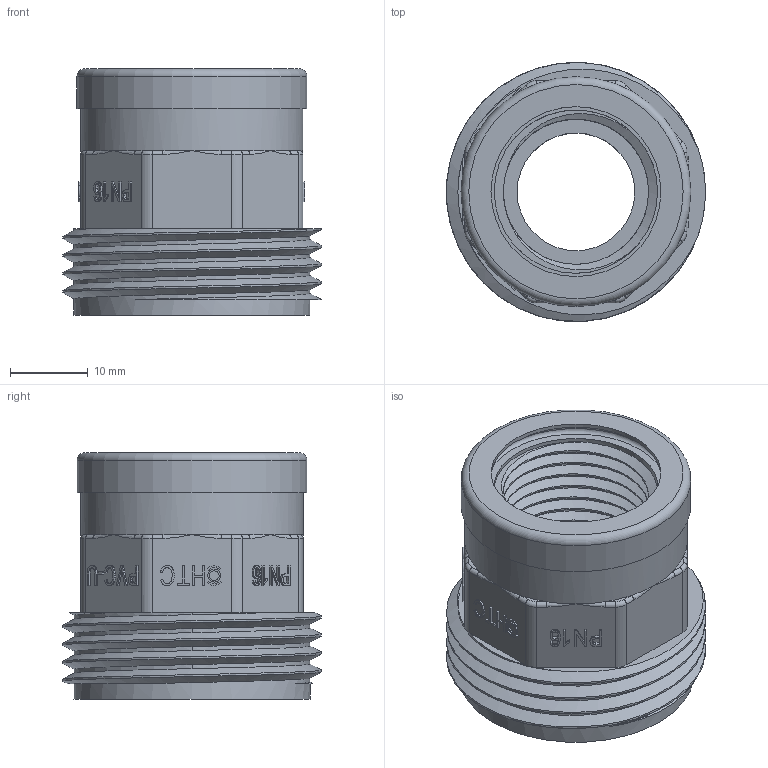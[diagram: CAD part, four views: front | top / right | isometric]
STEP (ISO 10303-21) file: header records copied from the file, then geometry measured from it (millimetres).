
FILE_DESCRIPTION(/* description */ (''),/* implementation_level */ '2;1');
FILE_NAME(/* name */ 'AFX600.SIG.020.step',/* time_stamp */ '2026-01-07T09:19:03+01:00',/* author */ (''),/* organization */ (''),/* preprocessor_version */ 'ST-DEVELOPER v20.1',/* originating_system */ 'Autodesk Translation Framework v14.21.0.0',/* authorisation */ '');
FILE_SCHEMA (('AUTOMOTIVE_DESIGN { 1 0 10303 214 3 1 1 }'));
Length unit declared in the file: millimetre
Products named in the file (1): 2026-01-07-08-16-49-034
Bounding box: 33.23 x 33.24 x 31.6 mm (x, y, z)
Volume: 13455.7 mm3; surface area: 9108.5 mm2
Topology: 2 solids, 2 shells, 426 faces, 1136 edges, 731 vertices
Faces by surface type: plane 190, bspline 154, cylinder 70, torus 12
Full cylindrical faces by diameter (mm): 1.243 x1, 1.657 x1, 15.1 x1, 18.631 x8, 19.8 x1, 20.955 x9, 21.8 x1, 24 x1, 26 x1, 28.5 x2, 29.5 x1, 30.291 x4, 33.249 x3
Entity records: 20605 total; most frequent: CARTESIAN_POINT 11121, ORIENTED_EDGE 2240, DIRECTION 1429, EDGE_CURVE 1120, VERTEX_POINT 731, LINE 627, VECTOR 627, EDGE_LOOP 463
